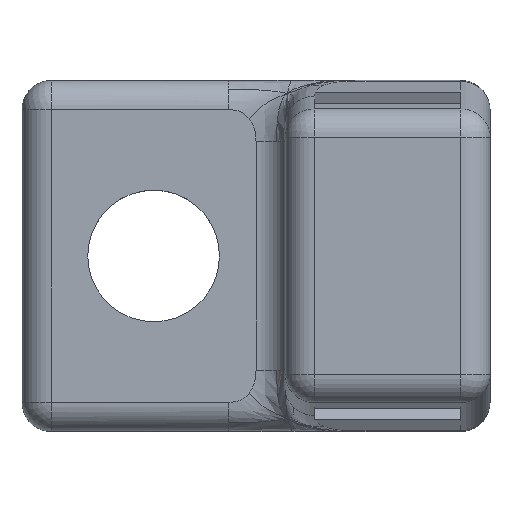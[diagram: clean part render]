
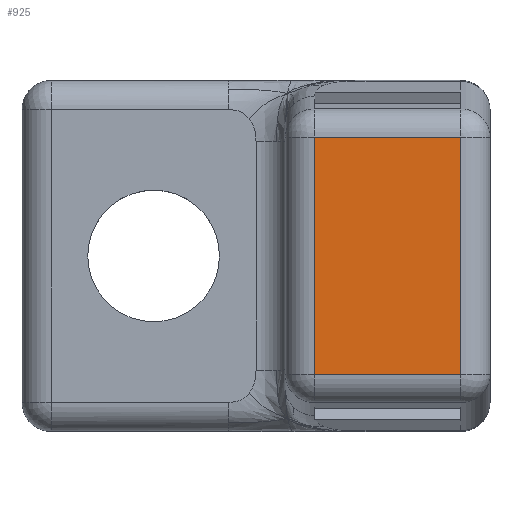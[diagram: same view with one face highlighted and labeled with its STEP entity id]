
A CAD part, top view. The second image highlights one B-rep face of the part: STEP entity #925.
In plain terms, the highlighted planar face has unit normal (0, 0, 1).
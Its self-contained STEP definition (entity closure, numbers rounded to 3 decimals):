
#26=PLANE('',#1034);
#53=LINE('',#3427,#104);
#55=LINE('',#3430,#106);
#57=LINE('',#3433,#108);
#62=LINE('',#3442,#113);
#104=VECTOR('',#1197,10.);
#106=VECTOR('',#1201,10.);
#108=VECTOR('',#1205,10.);
#113=VECTOR('',#1214,10.);
#214=FACE_OUTER_BOUND('',#275,.T.);
#275=EDGE_LOOP('',(#824,#825,#826,#827));
#420=VERTEX_POINT('',#3295);
#422=VERTEX_POINT('',#3377);
#426=VERTEX_POINT('',#3385);
#435=VERTEX_POINT('',#3413);
#547=EDGE_CURVE('',#422,#435,#53,.T.);
#549=EDGE_CURVE('',#435,#426,#55,.T.);
#551=EDGE_CURVE('',#426,#420,#57,.T.);
#556=EDGE_CURVE('',#420,#422,#62,.T.);
#824=ORIENTED_EDGE('',*,*,#547,.F.);
#825=ORIENTED_EDGE('',*,*,#556,.F.);
#826=ORIENTED_EDGE('',*,*,#551,.F.);
#827=ORIENTED_EDGE('',*,*,#549,.F.);
#925=ADVANCED_FACE('',(#214),#26,.F.);
#1034=AXIS2_PLACEMENT_3D('',#3485,#1271,#1272);
#1197=DIRECTION('',(0.,-1.,0.));
#1201=DIRECTION('',(-1.,0.,0.));
#1205=DIRECTION('',(0.,1.,0.));
#1214=DIRECTION('',(1.,0.,0.));
#1271=DIRECTION('center_axis',(0.,0.,-1.));
#1272=DIRECTION('ref_axis',(0.,-1.,0.));
#3295=CARTESIAN_POINT('',(10.,10.054,6.398));
#3377=CARTESIAN_POINT('',(15.,10.054,6.398));
#3385=CARTESIAN_POINT('',(10.,1.946,6.398));
#3413=CARTESIAN_POINT('',(15.,1.946,6.398));
#3427=CARTESIAN_POINT('',(15.,5.411,6.398));
#3430=CARTESIAN_POINT('',(16.,1.946,6.398));
#3433=CARTESIAN_POINT('',(10.,11.411,6.398));
#3442=CARTESIAN_POINT('',(16.,10.054,6.398));
#3485=CARTESIAN_POINT('Origin',(16.,10.822,6.398));
